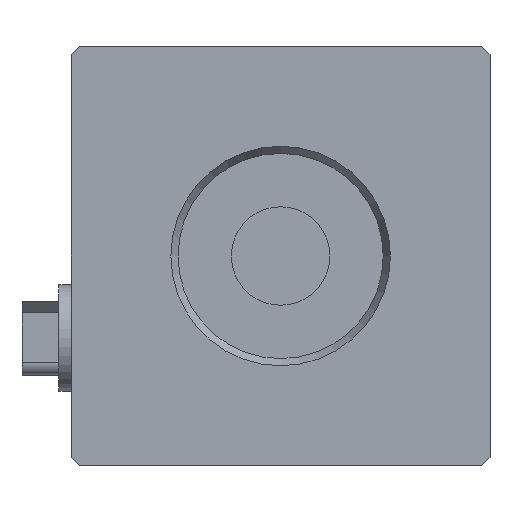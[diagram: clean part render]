
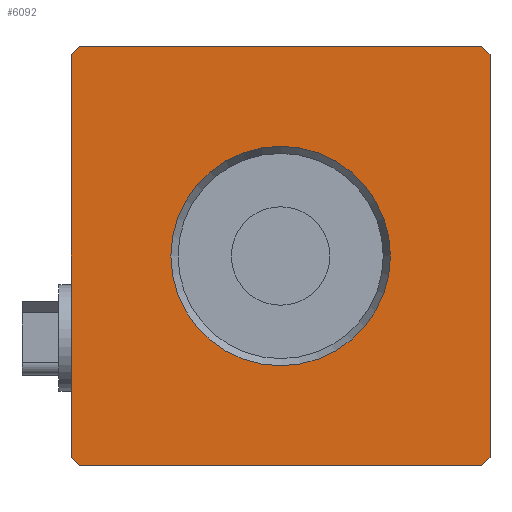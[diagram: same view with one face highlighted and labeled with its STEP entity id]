
A CAD part, front view. The second image highlights one B-rep face of the part: STEP entity #6092.
In plain terms, the highlighted planar face has unit normal (0, -1, 0).
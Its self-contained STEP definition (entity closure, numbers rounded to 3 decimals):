
#161=LINE('',#8276,#556);
#237=LINE('',#8512,#632);
#256=LINE('',#8566,#651);
#259=LINE('',#8572,#654);
#262=LINE('',#8582,#657);
#265=LINE('',#8588,#660);
#275=LINE('',#8614,#670);
#278=LINE('',#8619,#673);
#556=VECTOR('',#6883,1000.);
#632=VECTOR('',#7071,1000.);
#651=VECTOR('',#7108,1000.);
#654=VECTOR('',#7113,1000.);
#657=VECTOR('',#7122,1000.);
#660=VECTOR('',#7127,1000.);
#670=VECTOR('',#7145,1000.);
#673=VECTOR('',#7150,1000.);
#1172=ORIENTED_EDGE('',*,*,#2360,.F.);
#1173=ORIENTED_EDGE('',*,*,#2192,.F.);
#1174=ORIENTED_EDGE('',*,*,#2359,.F.);
#1175=ORIENTED_EDGE('',*,*,#2356,.F.);
#1176=ORIENTED_EDGE('',*,*,#2343,.F.);
#1177=ORIENTED_EDGE('',*,*,#2340,.F.);
#1178=ORIENTED_EDGE('',*,*,#2335,.F.);
#1179=ORIENTED_EDGE('',*,*,#2332,.F.);
#1180=ORIENTED_EDGE('',*,*,#2305,.F.);
#2192=EDGE_CURVE('',#2810,#2811,#161,.T.);
#2305=EDGE_CURVE('',#2811,#2899,#237,.T.);
#2332=EDGE_CURVE('',#2899,#2925,#256,.T.);
#2335=EDGE_CURVE('',#2925,#2927,#259,.T.);
#2340=EDGE_CURVE('',#2927,#2931,#262,.T.);
#2343=EDGE_CURVE('',#2931,#2933,#265,.T.);
#2356=EDGE_CURVE('',#2933,#2945,#275,.T.);
#2359=EDGE_CURVE('',#2945,#2810,#278,.T.);
#2360=EDGE_CURVE('',#2946,#2946,#3287,.T.);
#2810=VERTEX_POINT('',#8275);
#2811=VERTEX_POINT('',#8277);
#2899=VERTEX_POINT('',#8513);
#2925=VERTEX_POINT('',#8567);
#2927=VERTEX_POINT('',#8573);
#2931=VERTEX_POINT('',#8583);
#2933=VERTEX_POINT('',#8589);
#2945=VERTEX_POINT('',#8615);
#2946=VERTEX_POINT('',#8622);
#3287=CIRCLE('',#6447,13.366);
#3506=EDGE_LOOP('',(#1172));
#3507=EDGE_LOOP('',(#1173,#1174,#1175,#1176,#1177,#1178,#1179,#1180));
#3867=FACE_BOUND('',#3506,.T.);
#3868=FACE_BOUND('',#3507,.T.);
#4201=PLANE('',#6446);
#6092=ADVANCED_FACE('',(#3867,#3868),#4201,.F.);
#6446=AXIS2_PLACEMENT_3D('',#8620,#7151,#7152);
#6447=AXIS2_PLACEMENT_3D('',#8621,#7153,#7154);
#6883=DIRECTION('',(0.,0.,1.));
#7071=DIRECTION('',(0.707,0.,0.707));
#7108=DIRECTION('',(1.,0.,0.));
#7113=DIRECTION('',(0.707,0.,-0.707));
#7122=DIRECTION('',(0.,0.,-1.));
#7127=DIRECTION('',(-0.707,0.,-0.707));
#7145=DIRECTION('',(-1.,0.,0.));
#7150=DIRECTION('',(-0.707,0.,0.707));
#7151=DIRECTION('',(0.,1.,0.));
#7152=DIRECTION('',(0.,0.,1.));
#7153=DIRECTION('',(0.,-1.,0.));
#7154=DIRECTION('',(0.,0.,-1.));
#8275=CARTESIAN_POINT('',(-25.5,-72.35,-24.5));
#8276=CARTESIAN_POINT('',(-25.5,-72.35,-24.5));
#8277=CARTESIAN_POINT('',(-25.5,-72.35,24.5));
#8512=CARTESIAN_POINT('',(-25.5,-72.35,24.5));
#8513=CARTESIAN_POINT('',(-24.5,-72.35,25.5));
#8566=CARTESIAN_POINT('',(-24.5,-72.35,25.5));
#8567=CARTESIAN_POINT('',(24.5,-72.35,25.5));
#8572=CARTESIAN_POINT('',(24.5,-72.35,25.5));
#8573=CARTESIAN_POINT('',(25.5,-72.35,24.5));
#8582=CARTESIAN_POINT('',(25.5,-72.35,24.5));
#8583=CARTESIAN_POINT('',(25.5,-72.35,-24.5));
#8588=CARTESIAN_POINT('',(25.5,-72.35,-24.5));
#8589=CARTESIAN_POINT('',(24.5,-72.35,-25.5));
#8614=CARTESIAN_POINT('',(24.5,-72.35,-25.5));
#8615=CARTESIAN_POINT('',(-24.5,-72.35,-25.5));
#8619=CARTESIAN_POINT('',(-24.5,-72.35,-25.5));
#8620=CARTESIAN_POINT('',(0.,-72.35,0.));
#8621=CARTESIAN_POINT('',(0.,-72.35,0.));
#8622=CARTESIAN_POINT('',(0.,-72.35,-13.366));
